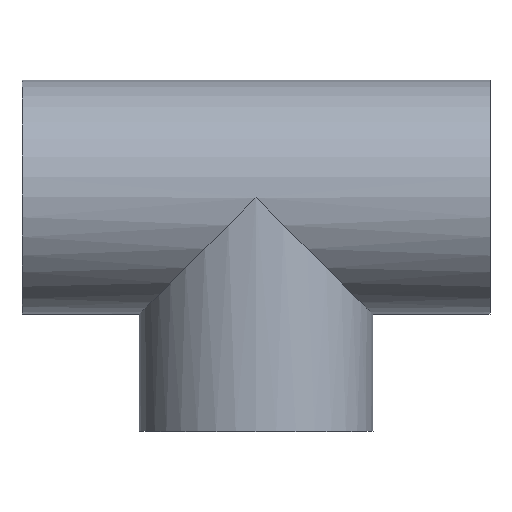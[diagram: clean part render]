
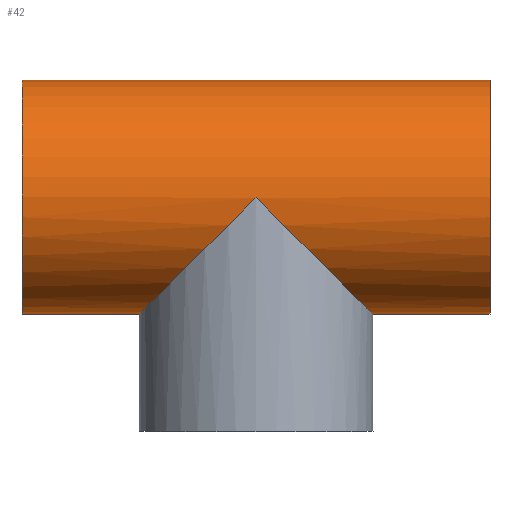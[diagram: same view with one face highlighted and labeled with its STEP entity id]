
A CAD part, top view. The second image highlights one B-rep face of the part: STEP entity #42.
In plain terms, the highlighted cylindrical face has radius 25.4 mm (diameter 50.8 mm), a full revolution.
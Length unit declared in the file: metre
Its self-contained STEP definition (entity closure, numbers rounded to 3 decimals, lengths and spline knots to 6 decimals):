
#42 = ADVANCED_FACE( '', ( #84, #85, #86 ), #87, .T. );
#84 = FACE_BOUND( '', #123, .T. );
#85 = FACE_OUTER_BOUND( '', #124, .T. );
#86 = FACE_OUTER_BOUND( '', #125, .T. );
#87 = CYLINDRICAL_SURFACE( '', #126, 0.0254 );
#123 = EDGE_LOOP( '', ( #166, #167 ) );
#124 = EDGE_LOOP( '', ( #168 ) );
#125 = EDGE_LOOP( '', ( #169 ) );
#126 = AXIS2_PLACEMENT_3D( '', #170, #171, #172 );
#166 = ORIENTED_EDGE( '', *, *, #199, .F. );
#167 = ORIENTED_EDGE( '', *, *, #200, .F. );
#168 = ORIENTED_EDGE( '', *, *, #197, .T. );
#169 = ORIENTED_EDGE( '', *, *, #195, .T. );
#170 = CARTESIAN_POINT( '', ( 0.362362, 2.229676, 0.593132 ) );
#171 = DIRECTION( '', ( -1., 0., 0. ) );
#172 = DIRECTION( '', ( 0., 0., -1. ) );
#195 = EDGE_CURVE( '', #217, #217, #218, .F. );
#197 = EDGE_CURVE( '', #220, #220, #221, .F. );
#199 = EDGE_CURVE( '', #223, #224, #225, .F. );
#200 = EDGE_CURVE( '', #224, #223, #226, .T. );
#217 = VERTEX_POINT( '', #243 );
#218 = CIRCLE( '', #244, 0.0254 );
#220 = VERTEX_POINT( '', #246 );
#221 = CIRCLE( '', #247, 0.0254 );
#223 = VERTEX_POINT( '', #249 );
#224 = VERTEX_POINT( '', #250 );
#225 = ELLIPSE( '', #251, 0.035921, 0.0254 );
#226 = ELLIPSE( '', #252, 0.035921, 0.0254 );
#243 = CARTESIAN_POINT( '', ( 0.362364, 2.229676, 0.618532 ) );
#244 = AXIS2_PLACEMENT_3D( '', #270, #271, #272 );
#246 = CARTESIAN_POINT( '', ( 0.463964, 2.229676, 0.567732 ) );
#247 = AXIS2_PLACEMENT_3D( '', #273, #274, #275 );
#249 = CARTESIAN_POINT( '', ( 0.413164, 2.22983, 0.567733 ) );
#250 = CARTESIAN_POINT( '', ( 0.413164, 2.229521, 0.618532 ) );
#251 = AXIS2_PLACEMENT_3D( '', #276, #277, #278 );
#252 = AXIS2_PLACEMENT_3D( '', #279, #280, #281 );
#270 = CARTESIAN_POINT( '', ( 0.362364, 2.229676, 0.593132 ) );
#271 = DIRECTION( '', ( -1., 0., 0. ) );
#272 = DIRECTION( '', ( 0., 0., 1. ) );
#273 = CARTESIAN_POINT( '', ( 0.463964, 2.229676, 0.593132 ) );
#274 = DIRECTION( '', ( 1., 0., 0. ) );
#275 = DIRECTION( '', ( 0., 0., -1. ) );
#276 = CARTESIAN_POINT( '', ( 0.413164, 2.229676, 0.593132 ) );
#277 = DIRECTION( '', ( 0.707, 0.707, 0.004 ) );
#278 = DIRECTION( '', ( 0.707, -0.707, -0.004 ) );
#279 = CARTESIAN_POINT( '', ( 0.413164, 2.229676, 0.593132 ) );
#280 = DIRECTION( '', ( 0.707, -0.707, -0.004 ) );
#281 = DIRECTION( '', ( 0.707, 0.707, 0.004 ) );
